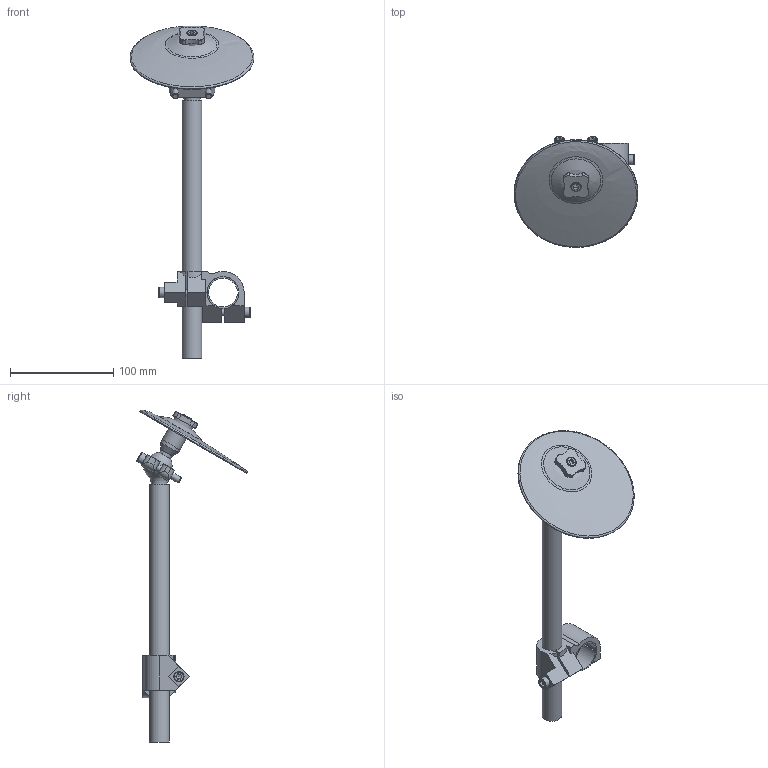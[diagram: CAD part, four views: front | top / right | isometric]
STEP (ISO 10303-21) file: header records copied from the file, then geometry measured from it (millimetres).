
FILE_DESCRIPTION(/* description */ ('STEP AP242','CAx-IF Rec.Pracs.---Representation and Presentation of Product Manufacturing Information (PMI)---4.0---2014-10-13','CAx-IF Rec.Pracs.---3D Tessellated Geometry---0.4---2014-09-14','2;1'),/* implementation_level */ '2;1');
FILE_NAME(/* name */ '6161c79965e43f07208f83df',/* time_stamp */ '2021-10-09T16:47:22+00:00',/* author */ (''),/* organization */ (''),/* preprocessor_version */ 'ST-DEVELOPER v18.1',/* originating_system */ ' ',/* authorisation */ ' ');
FILE_SCHEMA (('AP242_MANAGED_MODEL_BASED_3D_ENGINEERING_MIM_LF { 1 0 10303 442 1 1 4 }'));
Length unit declared in the file: metre
Products named in the file (12): 00 - E-Cymbal Stand; Hex socket head cap screw M6x1.00 x 40; Ball; Knob; Felt; Cymbal; Prevailing torque hex flange nut style 2 grade A & B M6x1.00; Tube; Ball Outer Clamp; Tube Expander; Sleeve; Clamp
Assembly tree (17 placements, depth 2):
  00 - E-Cymbal Stand
    Hex socket head cap screw M6x1.00 x 40  x6
    Ball
    Knob
    Felt  x2
    Cymbal
    Prevailing torque hex flange nut style 2 grade A & B M6x1.00
    Tube
    Ball Outer Clamp
    Tube Expander
    Sleeve
    Clamp
Bounding box: 120 x 107.38 x 321.74 mm (x, y, z)
Volume: 158742.2 mm3; surface area: 99068.6 mm2
Topology: 17 solids, 17 shells, 331 faces, 805 edges, 506 vertices
Faces by surface type: plane 175, cylinder 82, cone 35, torus 26, bspline 9, sphere 4
Full cylindrical faces by diameter (mm): 4.917 x1, 5 x5, 6 x6, 6.5 x4, 6.6 x2, 7.4 x1, 8 x1, 10 x10, 11 x1, 12.5 x1, 15.55 x2, 16.05 x1, 19.05 x1, 20 x3, 120 x1
Entity records: 7552 total; most frequent: CARTESIAN_POINT 2212, DIRECTION 1067, ORIENTED_EDGE 984, EDGE_CURVE 492, AXIS2_PLACEMENT_3D 429, VERTEX_POINT 345, FACE_BOUND 287, EDGE_LOOP 286
